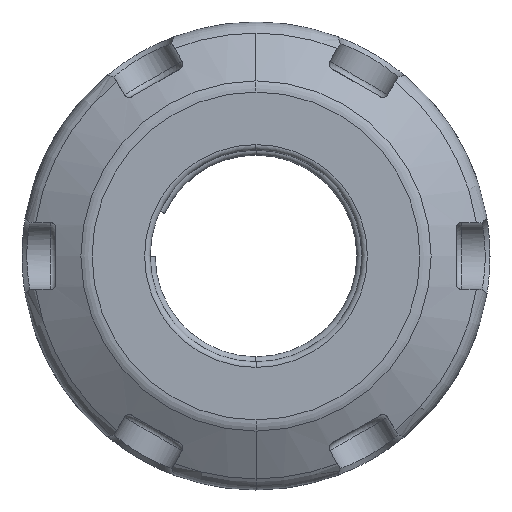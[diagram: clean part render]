
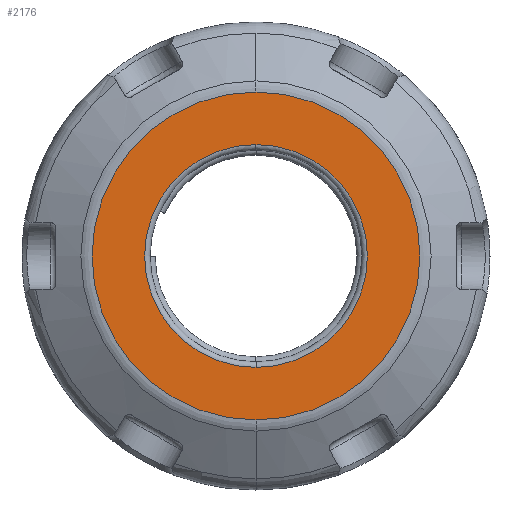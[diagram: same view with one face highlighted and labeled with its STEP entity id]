
A CAD part, left-side view. The second image highlights one B-rep face of the part: STEP entity #2176.
In plain terms, the highlighted planar face has unit normal (-1, 0, 0).
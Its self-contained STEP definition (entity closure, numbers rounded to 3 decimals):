
#492 = CARTESIAN_POINT ( 'NONE',  ( 0., 9.5, 0. ) ) ;
#495 = DIRECTION ( 'NONE',  ( 1., 0., 0. ) ) ;
#506 = PLANE ( 'NONE',  #1524 ) ;
#507 = DIRECTION ( 'NONE',  ( 0., 0., -1. ) ) ;
#535 = CARTESIAN_POINT ( 'NONE',  ( 0., 0., -14.714 ) ) ;
#567 = CARTESIAN_POINT ( 'NONE',  ( 0., 0., -10. ) ) ;
#602 = CARTESIAN_POINT ( 'NONE',  ( 0., 0., 14.714 ) ) ;
#634 = CARTESIAN_POINT ( 'NONE',  ( 0., 0., 10. ) ) ;
#974 = EDGE_CURVE ( 'NONE', #2927, #2943, #5407, .T. ) ;
#1034 = EDGE_CURVE ( 'NONE', #2971, #2921, #5487, .T. ) ;
#1072 = EDGE_CURVE ( 'NONE', #2921, #2971, #5529, .T. ) ;
#1176 = EDGE_CURVE ( 'NONE', #2943, #2927, #5646, .T. ) ;
#1243 = AXIS2_PLACEMENT_3D ( 'NONE', #6789, #6719, #6769 ) ;
#1322 = AXIS2_PLACEMENT_3D ( 'NONE', #7884, #7842, #7844 ) ;
#1328 = AXIS2_PLACEMENT_3D ( 'NONE', #7236, #7331, #7285 ) ;
#1378 = AXIS2_PLACEMENT_3D ( 'NONE', #2767, #2743, #2756 ) ;
#1524 = AXIS2_PLACEMENT_3D ( 'NONE', #492, #495, #507 ) ;
#2176 = ADVANCED_FACE ( 'NONE', ( #5948, #5941 ), #506, .F. ) ;
#2743 = DIRECTION ( 'NONE',  ( -1., 0., 0. ) ) ;
#2756 = DIRECTION ( 'NONE',  ( 0., 0., -1. ) ) ;
#2767 = CARTESIAN_POINT ( 'NONE',  ( 0., 0., 0. ) ) ;
#2921 = VERTEX_POINT ( 'NONE', #567 ) ;
#2927 = VERTEX_POINT ( 'NONE', #535 ) ;
#2943 = VERTEX_POINT ( 'NONE', #602 ) ;
#2971 = VERTEX_POINT ( 'NONE', #634 ) ;
#3426 = ORIENTED_EDGE ( 'NONE', *, *, #1176, .T. ) ;
#3430 = ORIENTED_EDGE ( 'NONE', *, *, #1072, .T. ) ;
#3456 = ORIENTED_EDGE ( 'NONE', *, *, #974, .T. ) ;
#3468 = ORIENTED_EDGE ( 'NONE', *, *, #1034, .T. ) ;
#5263 = EDGE_LOOP ( 'NONE', ( #3456, #3426 ) ) ;
#5274 = EDGE_LOOP ( 'NONE', ( #3430, #3468 ) ) ;
#5407 = CIRCLE ( 'NONE', #1243, 14.714 ) ;
#5487 = CIRCLE ( 'NONE', #1328, 10. ) ;
#5529 = CIRCLE ( 'NONE', #1322, 10. ) ;
#5646 = CIRCLE ( 'NONE', #1378, 14.714 ) ;
#5941 = FACE_BOUND ( 'NONE', #5274, .T. ) ;
#5948 = FACE_OUTER_BOUND ( 'NONE', #5263, .T. ) ;
#6719 = DIRECTION ( 'NONE',  ( -1., 0., 0. ) ) ;
#6769 = DIRECTION ( 'NONE',  ( 0., 0., -1. ) ) ;
#6789 = CARTESIAN_POINT ( 'NONE',  ( 0., 0., 0. ) ) ;
#7236 = CARTESIAN_POINT ( 'NONE',  ( 0., 0., 0. ) ) ;
#7285 = DIRECTION ( 'NONE',  ( 0., 0., -1. ) ) ;
#7331 = DIRECTION ( 'NONE',  ( 1., 0., 0. ) ) ;
#7842 = DIRECTION ( 'NONE',  ( 1., 0., 0. ) ) ;
#7844 = DIRECTION ( 'NONE',  ( 0., 0., -1. ) ) ;
#7884 = CARTESIAN_POINT ( 'NONE',  ( 0., 0., 0. ) ) ;
